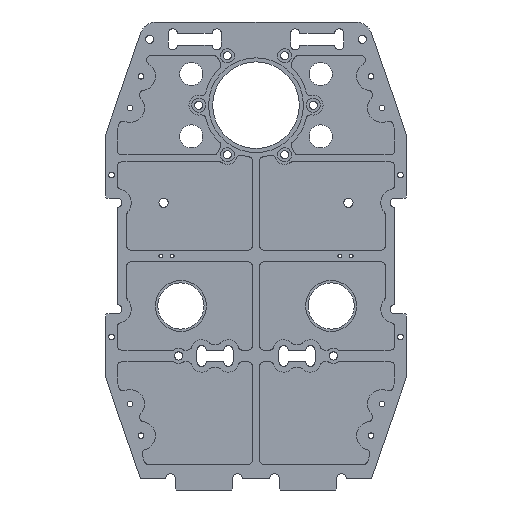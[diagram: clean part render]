
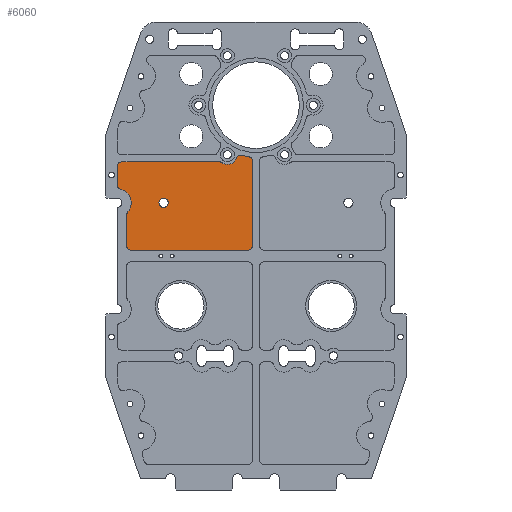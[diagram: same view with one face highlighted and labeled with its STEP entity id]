
A CAD part, front view. The second image highlights one B-rep face of the part: STEP entity #6060.
In plain terms, the highlighted planar face has unit normal (0, -1, 0).
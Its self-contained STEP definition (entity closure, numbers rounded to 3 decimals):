
#22=FACE_BOUND('',#697,.T.);
#155=PLANE('',#6588);
#366=FACE_OUTER_BOUND('',#696,.T.);
#696=EDGE_LOOP('',(#4489,#4490,#4491,#4492,#4493,#4494,#4495,#4496,#4497,
#4498,#4499,#4500,#4501,#4502,#4503,#4504,#4505));
#697=EDGE_LOOP('',(#4506));
#1155=LINE('',#9669,#1658);
#1159=LINE('',#9681,#1662);
#1163=LINE('',#9693,#1666);
#1169=LINE('',#9717,#1672);
#1173=LINE('',#9727,#1676);
#1658=VECTOR('',#7762,10.);
#1662=VECTOR('',#7774,10.);
#1666=VECTOR('',#7786,10.);
#1672=VECTOR('',#7812,10.);
#1676=VECTOR('',#7824,10.);
#1987=CIRCLE('',#6276,2.);
#2146=CIRCLE('',#6549,2.);
#2148=CIRCLE('',#6552,29.);
#2150=CIRCLE('',#6555,4.25);
#2152=CIRCLE('',#6558,2.);
#2154=CIRCLE('',#6561,22.5);
#2156=CIRCLE('',#6564,2.);
#2158=CIRCLE('',#6568,2.);
#2160=CIRCLE('',#6572,2.);
#2162=CIRCLE('',#6576,2.);
#2164=CIRCLE('',#6579,6.);
#2166=CIRCLE('',#6582,2.);
#2168=CIRCLE('',#6586,2.);
#2393=VERTEX_POINT('',#8969);
#2615=VERTEX_POINT('',#9630);
#2616=VERTEX_POINT('',#9632);
#2618=VERTEX_POINT('',#9638);
#2620=VERTEX_POINT('',#9644);
#2622=VERTEX_POINT('',#9650);
#2624=VERTEX_POINT('',#9656);
#2626=VERTEX_POINT('',#9662);
#2628=VERTEX_POINT('',#9668);
#2630=VERTEX_POINT('',#9674);
#2632=VERTEX_POINT('',#9680);
#2634=VERTEX_POINT('',#9686);
#2636=VERTEX_POINT('',#9692);
#2638=VERTEX_POINT('',#9698);
#2640=VERTEX_POINT('',#9704);
#2642=VERTEX_POINT('',#9710);
#2644=VERTEX_POINT('',#9716);
#2646=VERTEX_POINT('',#9722);
#2999=EDGE_CURVE('',#2393,#2393,#1987,.T.);
#3325=EDGE_CURVE('',#2616,#2615,#2146,.T.);
#3328=EDGE_CURVE('',#2618,#2616,#2148,.T.);
#3331=EDGE_CURVE('',#2620,#2618,#2150,.T.);
#3334=EDGE_CURVE('',#2622,#2620,#2152,.T.);
#3337=EDGE_CURVE('',#2624,#2622,#2154,.T.);
#3340=EDGE_CURVE('',#2626,#2624,#2156,.T.);
#3343=EDGE_CURVE('',#2628,#2626,#1155,.T.);
#3346=EDGE_CURVE('',#2630,#2628,#2158,.T.);
#3349=EDGE_CURVE('',#2632,#2630,#1159,.T.);
#3352=EDGE_CURVE('',#2634,#2632,#2160,.T.);
#3355=EDGE_CURVE('',#2636,#2634,#1163,.T.);
#3358=EDGE_CURVE('',#2638,#2636,#2162,.T.);
#3361=EDGE_CURVE('',#2640,#2638,#2164,.T.);
#3364=EDGE_CURVE('',#2642,#2640,#2166,.T.);
#3367=EDGE_CURVE('',#2644,#2642,#1169,.T.);
#3370=EDGE_CURVE('',#2646,#2644,#2168,.T.);
#3373=EDGE_CURVE('',#2615,#2646,#1173,.T.);
#4489=ORIENTED_EDGE('',*,*,#3373,.T.);
#4490=ORIENTED_EDGE('',*,*,#3370,.T.);
#4491=ORIENTED_EDGE('',*,*,#3367,.T.);
#4492=ORIENTED_EDGE('',*,*,#3364,.T.);
#4493=ORIENTED_EDGE('',*,*,#3361,.T.);
#4494=ORIENTED_EDGE('',*,*,#3358,.T.);
#4495=ORIENTED_EDGE('',*,*,#3355,.T.);
#4496=ORIENTED_EDGE('',*,*,#3352,.T.);
#4497=ORIENTED_EDGE('',*,*,#3349,.T.);
#4498=ORIENTED_EDGE('',*,*,#3346,.T.);
#4499=ORIENTED_EDGE('',*,*,#3343,.T.);
#4500=ORIENTED_EDGE('',*,*,#3340,.T.);
#4501=ORIENTED_EDGE('',*,*,#3337,.T.);
#4502=ORIENTED_EDGE('',*,*,#3334,.T.);
#4503=ORIENTED_EDGE('',*,*,#3331,.T.);
#4504=ORIENTED_EDGE('',*,*,#3328,.T.);
#4505=ORIENTED_EDGE('',*,*,#3325,.T.);
#4506=ORIENTED_EDGE('',*,*,#2999,.T.);
#6060=ADVANCED_FACE('',(#366,#22),#155,.T.);
#6276=AXIS2_PLACEMENT_3D('',#8970,#7008,#7009);
#6549=AXIS2_PLACEMENT_3D('',#9633,#7721,#7722);
#6552=AXIS2_PLACEMENT_3D('',#9639,#7728,#7729);
#6555=AXIS2_PLACEMENT_3D('',#9645,#7735,#7736);
#6558=AXIS2_PLACEMENT_3D('',#9651,#7742,#7743);
#6561=AXIS2_PLACEMENT_3D('',#9657,#7749,#7750);
#6564=AXIS2_PLACEMENT_3D('',#9663,#7756,#7757);
#6568=AXIS2_PLACEMENT_3D('',#9675,#7768,#7769);
#6572=AXIS2_PLACEMENT_3D('',#9687,#7780,#7781);
#6576=AXIS2_PLACEMENT_3D('',#9699,#7792,#7793);
#6579=AXIS2_PLACEMENT_3D('',#9705,#7799,#7800);
#6582=AXIS2_PLACEMENT_3D('',#9711,#7806,#7807);
#6586=AXIS2_PLACEMENT_3D('',#9723,#7818,#7819);
#6588=AXIS2_PLACEMENT_3D('',#9728,#7825,#7826);
#7008=DIRECTION('center_axis',(0.,1.,0.));
#7009=DIRECTION('ref_axis',(1.,0.,0.));
#7721=DIRECTION('center_axis',(0.,-1.,0.));
#7722=DIRECTION('ref_axis',(0.519,0.,0.855));
#7728=DIRECTION('center_axis',(0.,1.,0.));
#7729=DIRECTION('ref_axis',(0.519,0.,0.855));
#7735=DIRECTION('center_axis',(0.,1.,0.));
#7736=DIRECTION('ref_axis',(0.5,0.,0.866));
#7742=DIRECTION('center_axis',(0.,-1.,0.));
#7743=DIRECTION('ref_axis',(0.266,0.,0.964));
#7749=DIRECTION('center_axis',(0.,1.,0.));
#7750=DIRECTION('ref_axis',(0.266,0.,0.964));
#7756=DIRECTION('center_axis',(0.,-1.,0.));
#7757=DIRECTION('ref_axis',(1.,0.,0.));
#7762=DIRECTION('',(0.,0.,1.));
#7768=DIRECTION('center_axis',(0.,-1.,0.));
#7769=DIRECTION('ref_axis',(0.,0.,-1.));
#7774=DIRECTION('',(1.,0.,0.));
#7780=DIRECTION('center_axis',(0.,-1.,0.));
#7781=DIRECTION('ref_axis',(-1.,0.,0.));
#7786=DIRECTION('',(0.,0.,-1.));
#7792=DIRECTION('center_axis',(0.,-1.,0.));
#7793=DIRECTION('ref_axis',(-0.75,0.,0.661));
#7799=DIRECTION('center_axis',(0.,1.,0.));
#7800=DIRECTION('ref_axis',(-0.75,0.,0.661));
#7806=DIRECTION('center_axis',(0.,-1.,0.));
#7807=DIRECTION('ref_axis',(-1.,0.,0.));
#7812=DIRECTION('',(0.,0.,-1.));
#7818=DIRECTION('center_axis',(0.,-1.,0.));
#7819=DIRECTION('ref_axis',(0.,0.,1.));
#7824=DIRECTION('',(-1.,0.,0.));
#7825=DIRECTION('center_axis',(0.,-1.,0.));
#7826=DIRECTION('ref_axis',(0.,0.,1.));
#8969=CARTESIAN_POINT('',(-42.,4.,-42.225));
#8970=CARTESIAN_POINT('Origin',(-40.,4.,-42.225));
#9630=CARTESIAN_POINT('',(-16.086,4.,-24.5));
#9632=CARTESIAN_POINT('',(-15.048,4.,-24.79));
#9633=CARTESIAN_POINT('Origin',(-16.086,4.,-26.5));
#9638=CARTESIAN_POINT('',(-14.5,4.,-25.115));
#9639=CARTESIAN_POINT('Origin',(0.,4.,0.));
#9644=CARTESIAN_POINT('',(-8.393,4.,-22.918));
#9645=CARTESIAN_POINT('Origin',(-12.375,4.,-21.434));
#9650=CARTESIAN_POINT('',(-5.986,4.,-21.689));
#9651=CARTESIAN_POINT('Origin',(-6.519,4.,-23.617));
#9656=CARTESIAN_POINT('',(-3.214,4.,-22.269));
#9657=CARTESIAN_POINT('Origin',(0.,4.,0.));
#9662=CARTESIAN_POINT('',(-1.5,4.,-24.249));
#9663=CARTESIAN_POINT('Origin',(-3.5,4.,-24.249));
#9668=CARTESIAN_POINT('',(-1.5,4.,-60.75));
#9669=CARTESIAN_POINT('',(-1.5,4.,-60.75));
#9674=CARTESIAN_POINT('',(-3.5,4.,-62.75));
#9675=CARTESIAN_POINT('Origin',(-3.5,4.,-60.75));
#9680=CARTESIAN_POINT('',(-54.,4.,-62.75));
#9681=CARTESIAN_POINT('',(-54.,4.,-62.75));
#9686=CARTESIAN_POINT('',(-56.,4.,-60.75));
#9687=CARTESIAN_POINT('Origin',(-54.,4.,-60.75));
#9692=CARTESIAN_POINT('',(-56.,4.,-47.517));
#9693=CARTESIAN_POINT('',(-56.,4.,-47.517));
#9698=CARTESIAN_POINT('',(-55.5,4.,-46.194));
#9699=CARTESIAN_POINT('Origin',(-54.,4.,-47.517));
#9704=CARTESIAN_POINT('',(-58.5,4.,-36.416));
#9705=CARTESIAN_POINT('Origin',(-60.,4.,-42.225));
#9710=CARTESIAN_POINT('',(-60.,4.,-34.479));
#9711=CARTESIAN_POINT('Origin',(-58.,4.,-34.479));
#9716=CARTESIAN_POINT('',(-60.,4.,-26.5));
#9717=CARTESIAN_POINT('',(-60.,4.,-26.5));
#9722=CARTESIAN_POINT('',(-58.,4.,-24.5));
#9723=CARTESIAN_POINT('Origin',(-58.,4.,-26.5));
#9727=CARTESIAN_POINT('',(-16.086,4.,-24.5));
#9728=CARTESIAN_POINT('Origin',(-30.75,4.,-42.183));
